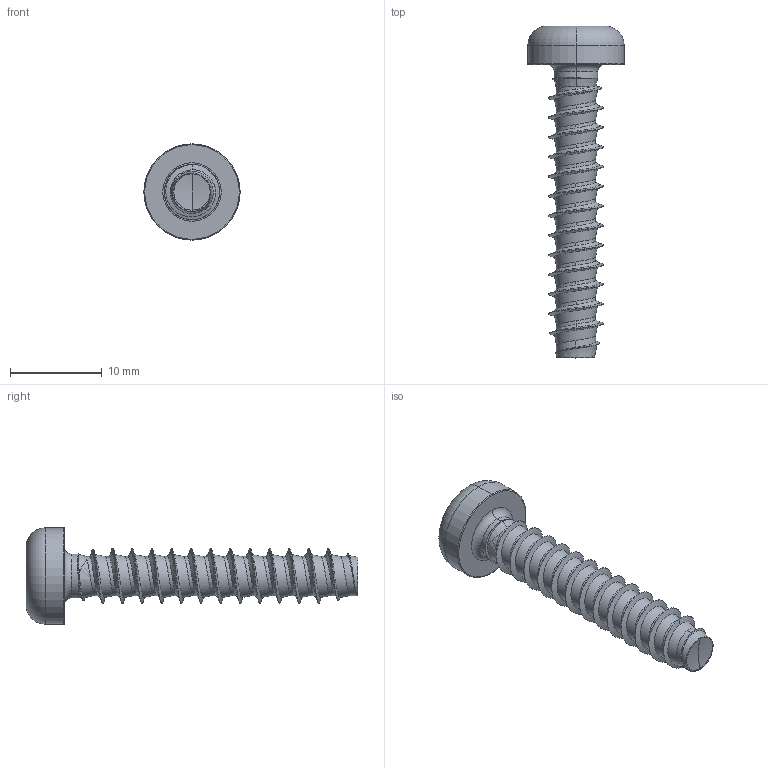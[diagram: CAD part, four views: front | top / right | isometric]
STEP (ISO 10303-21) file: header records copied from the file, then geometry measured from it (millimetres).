
FILE_DESCRIPTION (( 'STEP AP203' ), '1' );
FILE_NAME ('STP390600320.STEP', '2020-09-22T15:12:15', ( '' ), ( '' ), 'SwSTEP 2.0', 'SolidWorks 2015', '' );
FILE_SCHEMA (( 'CONFIG_CONTROL_DESIGN' ));
Length unit declared in the file: millimetre
Products named in the file (2): STP390600320
Bounding box: 10.5 x 36.19 x 10.5 mm (x, y, z)
Volume: 820.3 mm3; surface area: 1014.1 mm2
Topology: 1 solids, 1 shells, 110 faces, 277 edges, 169 vertices
Faces by surface type: cylinder 53, bspline 35, cone 10, torus 6, sphere 4, plane 2
Entity records: 24489 total; most frequent: CARTESIAN_POINT 22126, ORIENTED_EDGE 550, DIRECTION 343, EDGE_CURVE 275, VERTEX_POINT 169, AXIS2_PLACEMENT_3D 138, B_SPLINE_CURVE_WITH_KNOTS 119, EDGE_LOOP 112
